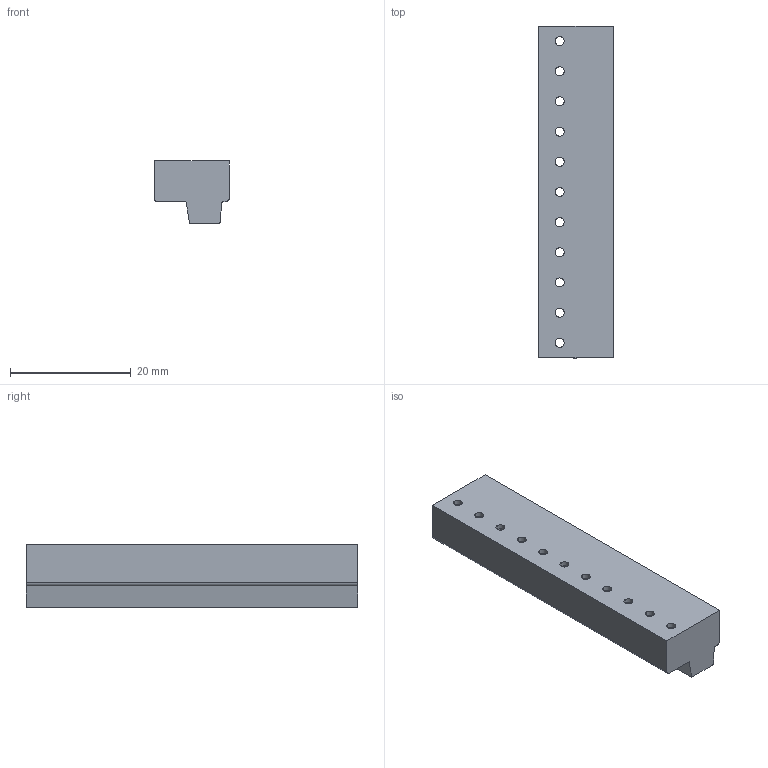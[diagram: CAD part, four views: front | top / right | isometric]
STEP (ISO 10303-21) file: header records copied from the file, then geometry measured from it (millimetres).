
FILE_DESCRIPTION((''),'2;1');
FILE_NAME('TL222T-XXP','2024-12-09T08:48:40',('sheji'),(''),'CREO PARAMETRIC BY PTC INC, 2018100','CREO PARAMETRIC BY PTC INC, 2018100','');
FILE_SCHEMA(('CONFIG_CONTROL_DESIGN'));
Length unit declared in the file: millimetre
Products named in the file (1): TL222T-XXP
Bounding box: 12.4 x 55 x 10.3 mm (x, y, z)
Volume: 4799.5 mm3; surface area: 4101.3 mm2
Topology: 1 solids, 1 shells, 608 faces, 1620 edges, 1058 vertices
Faces by surface type: plane 505, cylinder 103
Entity records: 18748 total; most frequent: CARTESIAN_POINT 3286, ORIENTED_EDGE 3240, DIRECTION 3086, EDGE_CURVE 1620, VECTOR 1370, LINE 1370, VERTEX_POINT 1058, AXIS2_PLACEMENT_3D 858
